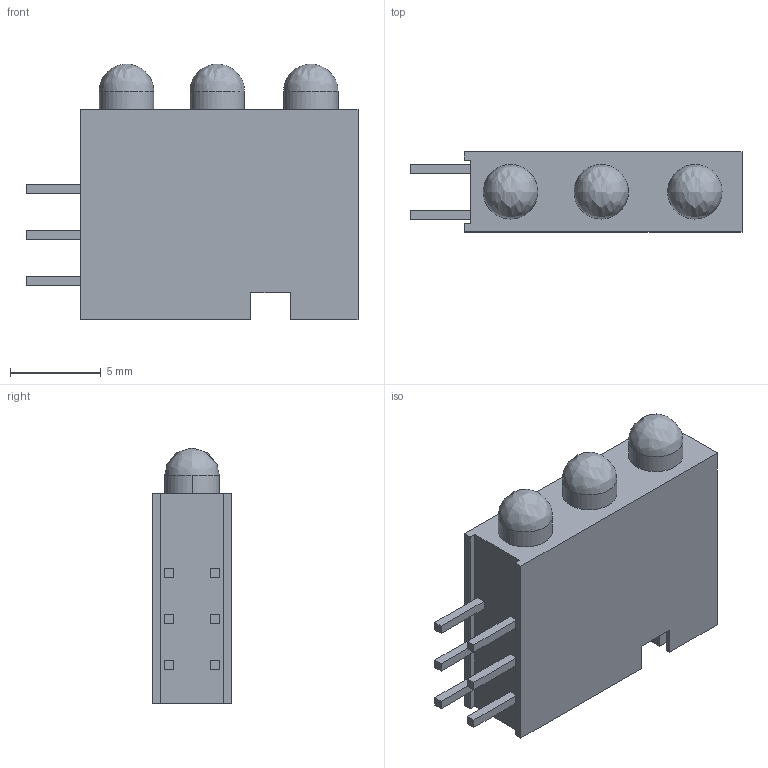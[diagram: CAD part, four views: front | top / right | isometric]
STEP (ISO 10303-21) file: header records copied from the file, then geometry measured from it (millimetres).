
FILE_DESCRIPTION (( 'STEP AP214' ), '1' );
FILE_NAME ('User Library-Dialight 564-0100-132F.STEP', '2020-01-24T13:28:09', ( '' ), ( '' ), 'SwSTEP 2.0', 'SolidWorks 2019', '' );
FILE_SCHEMA (( 'AUTOMOTIVE_DESIGN' ));
Length unit declared in the file: millimetre
Products named in the file (1): User Library-Dialight 564-0100-132F
Bounding box: 18.3 x 4.4 x 14.1 mm (x, y, z)
Volume: 774.2 mm3; surface area: 828.1 mm2
Topology: 10 solids, 10 shells, 78 faces, 180 edges, 116 vertices
Faces by surface type: plane 69, cylinder 6, bspline 3
Entity records: 2278 total; most frequent: CARTESIAN_POINT 414, ORIENTED_EDGE 348, DIRECTION 338, EDGE_CURVE 174, VECTOR 162, LINE 162, VERTEX_POINT 116, AXIS2_PLACEMENT_3D 88
